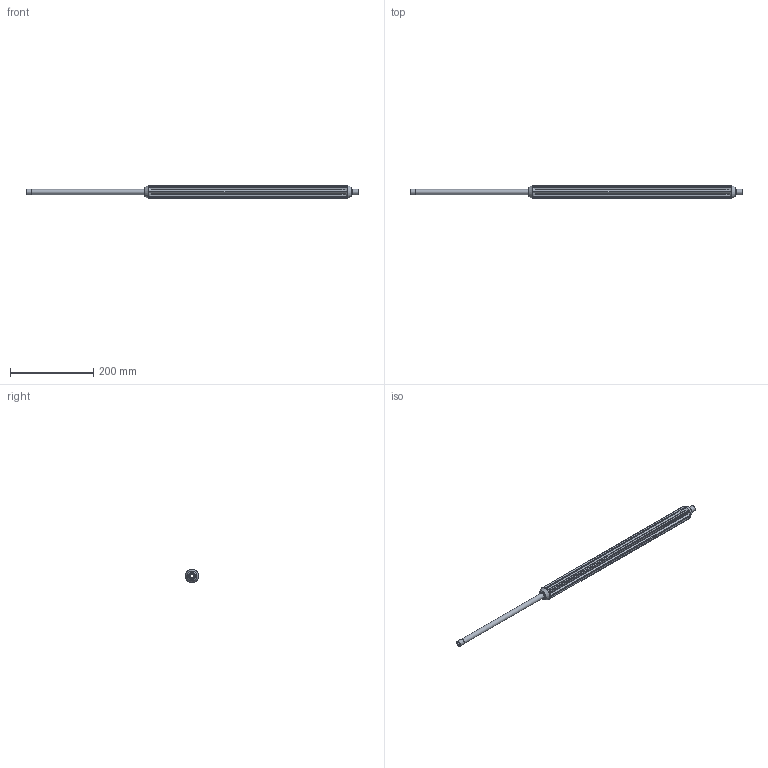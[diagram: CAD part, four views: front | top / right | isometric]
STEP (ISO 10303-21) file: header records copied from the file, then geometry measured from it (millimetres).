
FILE_DESCRIPTION(/* description */ ('Unknown'),/* implementation_level */ '2;1');
FILE_NAME(/* name */ '07-8002_Niro-Düsenrohr_umspritzt_800-500_500bar_blau',/* time_stamp */ '2019-10-01T08:29:18+02:00',/* author */ ('Unknown'),/* organization */ ('Unknown'),/* preprocessor_version */ 'ST-DEVELOPER v16.7',/* originating_system */ 'DEX',/* authorisation */ $);
FILE_SCHEMA (('AUTOMOTIVE_DESIGN {1 0 10303 214 3 1 1}'));
Length unit declared in the file: millimetre
Products named in the file (3): 07-8002_Niro-Düsenrohr_umspritzt_800-500_500bar_blau; 07-8004_Düsenrohr; 40-0480_Isolierung_500_500bar
Assembly tree (2 placements, depth 2):
  07-8002_Niro-Düsenrohr_umspritzt_800-500_500bar_blau
    07-8004_Düsenrohr
    40-0480_Isolierung_500_500bar
Bounding box: 800 x 33 x 33 mm (x, y, z)
Volume: 324052.3 mm3; surface area: 130145.2 mm2
Topology: 2 solids, 2 shells, 380 faces, 984 edges, 650 vertices
Faces by surface type: plane 240, bspline 73, cylinder 29, torus 20, cone 18
Full cylindrical faces by diameter (mm): 8.7 x1, 12.7 x1, 13 x1, 13.16 x2
Entity records: 14728 total; most frequent: CARTESIAN_POINT 6820, ORIENTED_EDGE 1920, DIRECTION 1046, EDGE_CURVE 960, VERTEX_POINT 646, B_SPLINE_CURVE_WITH_KNOTS 606, EDGE_LOOP 446, FACE_BOUND 446
